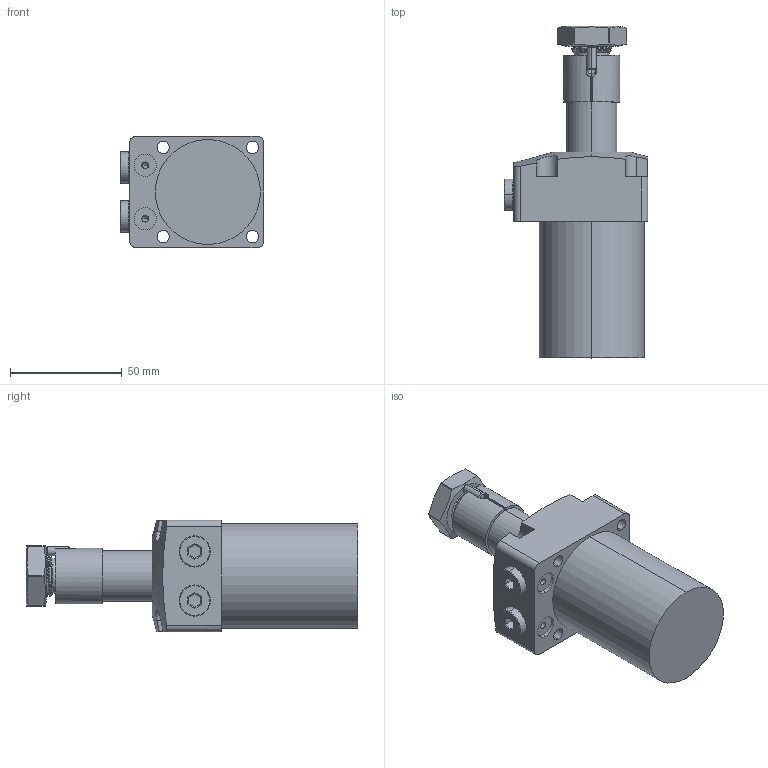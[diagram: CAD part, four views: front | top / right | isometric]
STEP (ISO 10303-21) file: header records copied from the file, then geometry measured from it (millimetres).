
FILE_DESCRIPTION (( 'STEP AP214' ), '1' );
FILE_NAME ('CHA-048PSR.STEP', '2018-12-25T01:11:09', ( '' ), ( '' ), 'SwSTEP 2.0', 'SolidWorks 2016', '' );
FILE_SCHEMA (( 'AUTOMOTIVE_DESIGN' ));
Length unit declared in the file: millimetre
Products named in the file (7): CHA-048PS(HSGZH); CHA-048PS(HSG); 黑芛G8-1; XIAO; CHA-048P(LM); CHA-048P(BT); CHA-048PSR
Assembly tree (7 placements, depth 2):
  CHA-048PSR
    CHA-048P(BT)
    CHA-048P(LM)
    XIAO
    黑芛G8-1  x2
    CHA-048PS(HSG)
    CHA-048PS(HSGZH)
Bounding box: 64.2 x 148.5 x 50 mm (x, y, z)
Volume: 194339.2 mm3; surface area: 48455.6 mm2
Topology: 7 solids, 7 shells, 205 faces, 486 edges, 310 vertices
Faces by surface type: plane 90, cylinder 78, cone 24, torus 9, sphere 2, bspline 2
Entity records: 6929 total; most frequent: CARTESIAN_POINT 2523, ORIENTED_EDGE 864, DIRECTION 842, EDGE_CURVE 432, AXIS2_PLACEMENT_3D 323, VERTEX_POINT 278, EDGE_LOOP 206, VECTOR 196
